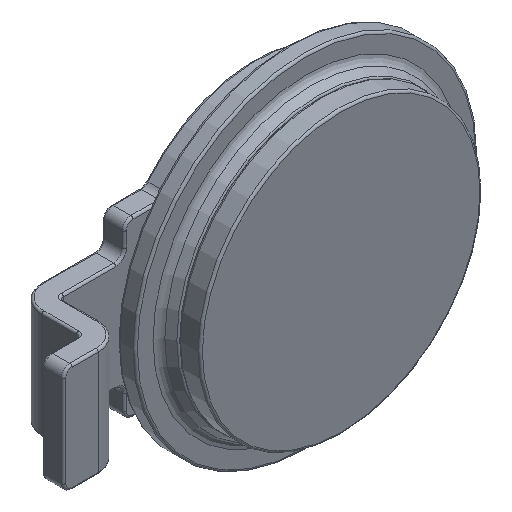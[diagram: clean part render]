
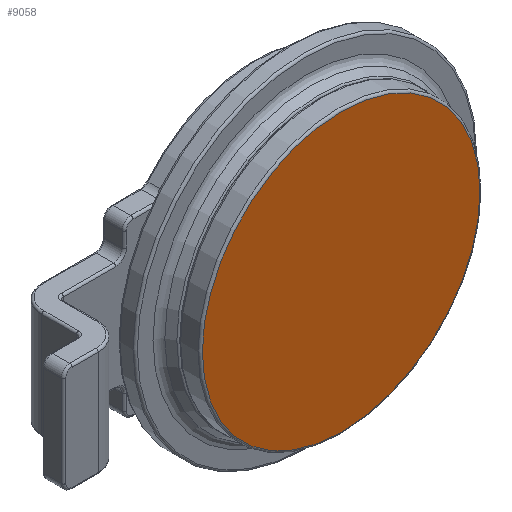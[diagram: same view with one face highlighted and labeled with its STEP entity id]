
A CAD part, isometric view. The second image highlights one B-rep face of the part: STEP entity #9058.
In plain terms, the highlighted face is planar.
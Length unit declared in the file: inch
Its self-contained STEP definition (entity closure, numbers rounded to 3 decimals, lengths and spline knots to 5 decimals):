
#1347=PLANE('',#9416);
#2807=FACE_OUTER_BOUND('',#3477,.T.);
#3477=EDGE_LOOP('',(#8407));
#3668=CIRCLE('',#9417,3.2);
#4530=VERTEX_POINT('',#20735);
#5832=EDGE_CURVE('',#4530,#4530,#3668,.T.);
#8407=ORIENTED_EDGE('',*,*,#5832,.F.);
#9058=ADVANCED_FACE('',(#2807),#1347,.T.);
#9416=AXIS2_PLACEMENT_3D('',#20734,#10566,#10567);
#9417=AXIS2_PLACEMENT_3D('',#20736,#10568,#10569);
#10566=DIRECTION('center_axis',(0.,1.,0.));
#10567=DIRECTION('ref_axis',(0.,0.,1.));
#10568=DIRECTION('center_axis',(0.,-1.,0.));
#10569=DIRECTION('ref_axis',(-1.,0.,0.));
#20734=CARTESIAN_POINT('Origin',(-1.6,1.00723,0.));
#20735=CARTESIAN_POINT('',(-3.2,1.00723,0.));
#20736=CARTESIAN_POINT('Origin',(0.,1.00723,0.));
